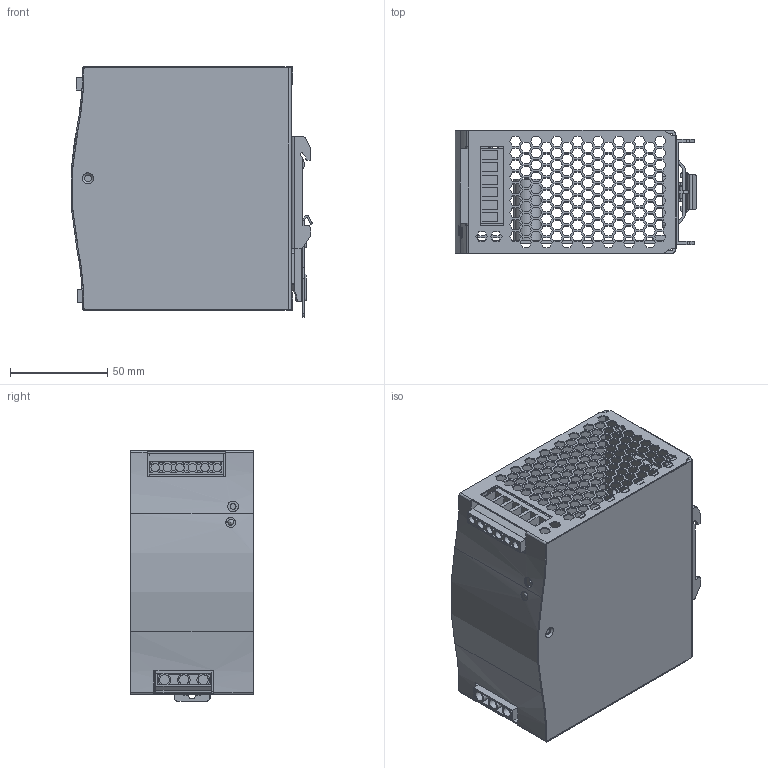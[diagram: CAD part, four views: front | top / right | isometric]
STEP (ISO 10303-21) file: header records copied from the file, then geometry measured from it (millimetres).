
FILE_DESCRIPTION((''),'2;1');
FILE_NAME('SDR-240-3D.stp','2020-08-14T16:30:48',('shirley'),(''),'Autodesk Inventor 2010','Autodesk Inventor 2010','');
FILE_SCHEMA(('AUTOMOTIVE_DESIGN { 1 0 10303 214 1 1 1 1 }'));
Length unit declared in the file: millimetre
Products named in the file (19): SDR-240-3D; PCB1; PCB2; pcb2; a1; p3; p2; ¤ïÊl; ¨ÃHS; 零件78; a2; VR; LED; ¤ïÊl2; ˋ°Ûy; 掛座DRP14; P1; P3
Assembly tree (18 placements, depth 4):
  SDR-240-3D
    PCB1
      PCB1
    PCB2
      pcb2
    a1
      p3
      p2
      ¤ïÊl
      ¨ÃHS
      零件78
      a2
        VR
        LED
      ¤ïÊl2
      ˋ°Ûy
    掛座DRP14
      P1
      P3
Bounding box: 123.92 x 63 x 128.71 mm (x, y, z)
Volume: 148693.3 mm3; surface area: 189217.4 mm2
Topology: 13 solids, 13 shells, 2540 faces, 7353 edges, 4883 vertices
Faces by surface type: plane 2200, cylinder 270, cone 59, torus 10, bspline 1
Full cylindrical faces by diameter (mm): 1.94 x1, 2.6 x13, 2.65 x1, 3 x2, 3.1 x4, 3.4 x19, 3.5 x6, 3.6 x1, 3.61 x1, 4 x8, 4.3 x6, 4.72 x4, 5 x1, 5.1 x3, 5.5 x1, 13.5 x3
Entity records: 85275 total; most frequent: CARTESIAN_POINT 16266, ORIENTED_EDGE 14426, DIRECTION 12994, EDGE_CURVE 7213, VECTOR 6556, LINE 6556, VERTEX_POINT 4870, EDGE_LOOP 3409
